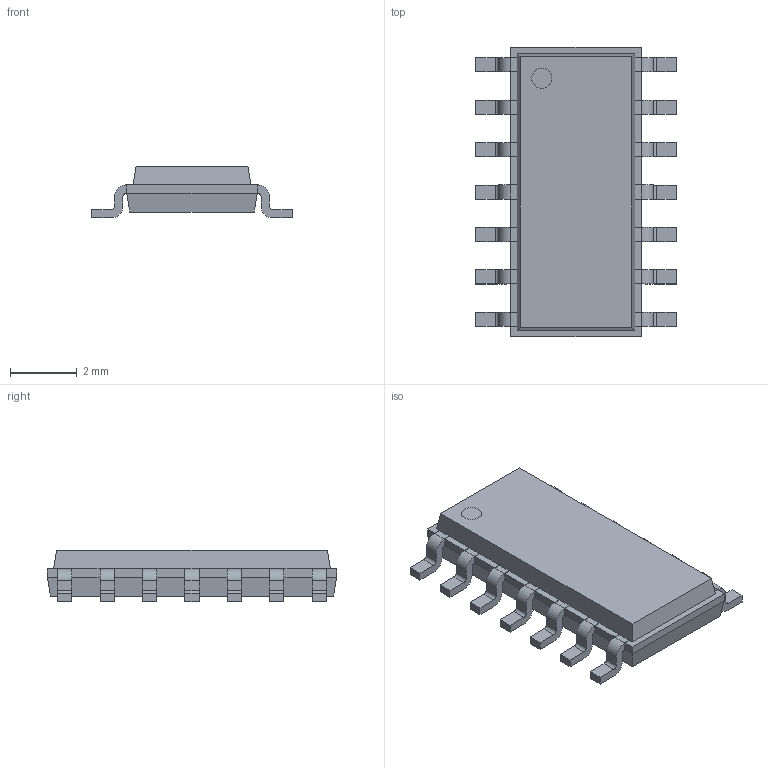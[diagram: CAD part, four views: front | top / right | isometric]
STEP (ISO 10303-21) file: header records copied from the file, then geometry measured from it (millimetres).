
FILE_DESCRIPTION(/* description */ ('model of SO-14_3.9x8.65mm_P1.27mm'),/* implementation_level */ '2;1');
FILE_NAME(/* name */ 'SO-14_3.9x8.65mm_P1.27mm.step',/* time_stamp */ '2022-12-13T23:51:47',/* author */ ('KiCAD','kicad'),/* organization */ ('OCCT'),/* preprocessor_version */ '',/* originating_system */ 'KiCAD',/* authorisation */ '');
FILE_SCHEMA(('AUTOMOTIVE_DESIGN { 1 0 10303 214 1 1 1 1 }'));
Length unit declared in the file: millimetre
Products named in the file (9): CQ assembly; 5712e516-7b30-11ed-bcdd-db420251a6ca; 5712e516-7b30-11ed-bcdd-db420251a6ca_part; 5712e517-7b30-11ed-bcdd-db420251a6ca; 5712e517-7b30-11ed-bcdd-db420251a6ca_part; 5712e518-7b30-11ed-bcdd-db420251a6ca; 5712e518-7b30-11ed-bcdd-db420251a6ca_part; 5712e519-7b30-11ed-bcdd-db420251a6ca; 5712e519-7b30-11ed-bcdd-db420251a6ca_part
Assembly tree (8 placements, depth 4):
  CQ assembly
    5712e516-7b30-11ed-bcdd-db420251a6ca
      5712e516-7b30-11ed-bcdd-db420251a6ca_part
      5712e517-7b30-11ed-bcdd-db420251a6ca
        5712e517-7b30-11ed-bcdd-db420251a6ca_part
      5712e518-7b30-11ed-bcdd-db420251a6ca
        5712e518-7b30-11ed-bcdd-db420251a6ca_part
      5712e519-7b30-11ed-bcdd-db420251a6ca
        5712e519-7b30-11ed-bcdd-db420251a6ca_part
Bounding box: 6 x 8.65 x 1.55 mm (x, y, z)
Volume: 45 mm3; surface area: 142.3 mm2
Topology: 16 solids, 16 shells, 313 faces, 780 edges, 500 vertices
Faces by surface type: plane 247, cylinder 58, bspline 8
Full cylindrical faces by diameter (mm): 0.6 x2
Entity records: 9380 total; most frequent: CARTESIAN_POINT 1638, ORIENTED_EDGE 1560, DIRECTION 1512, EDGE_CURVE 780, LINE 652, VECTOR 652, VERTEX_POINT 500, AXIS2_PLACEMENT_3D 430
